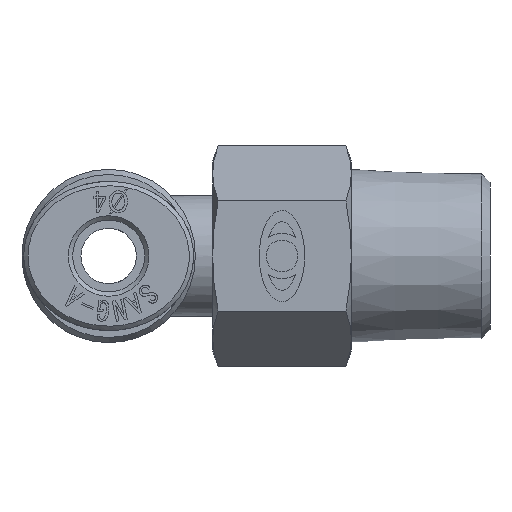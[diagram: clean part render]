
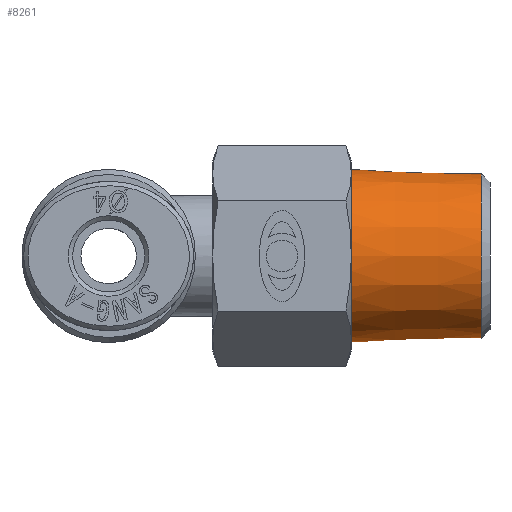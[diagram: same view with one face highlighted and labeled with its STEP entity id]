
A CAD part, left-side view. The second image highlights one B-rep face of the part: STEP entity #8261.
In plain terms, the highlighted conical face has half-angle 1.79 degrees and reference radius 4.865 mm.
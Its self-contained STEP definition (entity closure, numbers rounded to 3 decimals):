
#8210=CARTESIAN_POINT('',(-4.756,-15.5,0.));
#8211=VERTEX_POINT('',#8210);
#8212=CARTESIAN_POINT('',(0.0,-15.5,0.));
#8213=DIRECTION('',(0.0,-1.0,0.0));
#8214=DIRECTION('',(1.0,0.0,0.0));
#8215=AXIS2_PLACEMENT_3D('',#8212,#8213,#8214);
#8216=CIRCLE('',#8215,4.756);
#8217=EDGE_CURVE('',#8211,#8211,#8216,.T.);
#8242=CARTESIAN_POINT('',(0.0,-12.,0.0));
#8243=DIRECTION('',(0.0,1.0,0.0));
#8244=DIRECTION('',(-1.0,0.0,0.0));
#8245=AXIS2_PLACEMENT_3D('',#8242,#8243,#8244);
#8246=CONICAL_SURFACE('',#8245,4.865,1.79);
#8247=CARTESIAN_POINT('',(-4.99,-8.,0.0));
#8248=VERTEX_POINT('',#8247);
#8249=CARTESIAN_POINT('',(0.0,-8.,0.0));
#8250=DIRECTION('',(0.0,1.0,0.0));
#8251=DIRECTION('',(-1.0,0.0,0.0));
#8252=AXIS2_PLACEMENT_3D('',#8249,#8250,#8251);
#8253=CIRCLE('',#8252,4.99);
#8254=EDGE_CURVE('',#8248,#8248,#8253,.T.);
#8255=ORIENTED_EDGE('',*,*,#8254,.F.);
#8256=EDGE_LOOP('',(#8255));
#8257=FACE_OUTER_BOUND('',#8256,.T.);
#8258=ORIENTED_EDGE('',*,*,#8217,.F.);
#8259=EDGE_LOOP('',(#8258));
#8260=FACE_BOUND('',#8259,.T.);
#8261=ADVANCED_FACE('',(#8257,#8260),#8246,.T.);
